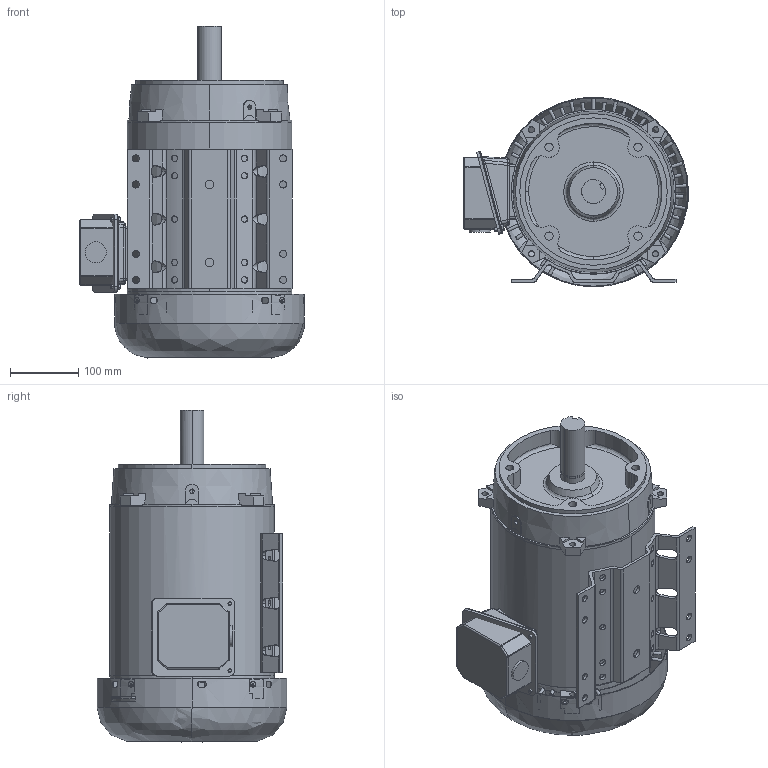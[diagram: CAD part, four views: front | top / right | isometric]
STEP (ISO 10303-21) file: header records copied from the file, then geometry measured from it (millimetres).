
FILE_DESCRIPTION (( 'STEP AP214' ), '1' );
FILE_NAME ('SS620688-213TC_Rev2 R1 Good Coord.STEP', '2021-04-05T17:22:17', ( '' ), ( '' ), 'SwSTEP 2.0', 'SolidWorks 2017', '' );
FILE_SCHEMA (( 'AUTOMOTIVE_DESIGN' ));
Length unit declared in the file: inch
Products named in the file (1): SS620688-213TC_Rev2 R1 Good Coord
Bounding box: 329.3 x 278 x 486 mm (x, y, z)
Volume: 4129878.9 mm3; surface area: 1324409.9 mm2
Topology: 11 solids, 11 shells, 1927 faces, 5535 edges, 3642 vertices
Faces by surface type: plane 1137, cylinder 572, bspline 172, cone 46
Entity records: 78679 total; most frequent: CARTESIAN_POINT 28895, ORIENTED_EDGE 11056, DIRECTION 9168, EDGE_CURVE 5528, VERTEX_POINT 3642, LINE 3398, VECTOR 3398, AXIS2_PLACEMENT_3D 2885
